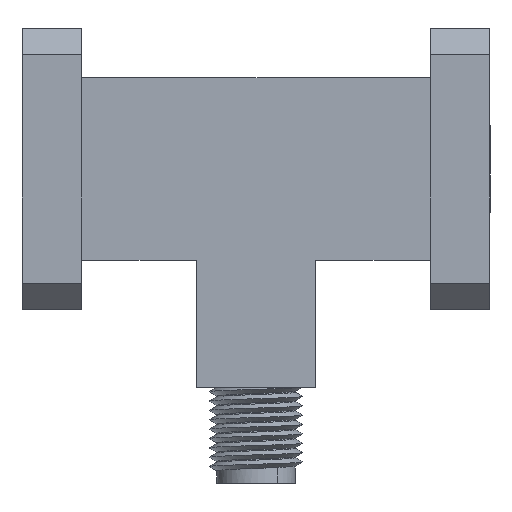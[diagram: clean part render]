
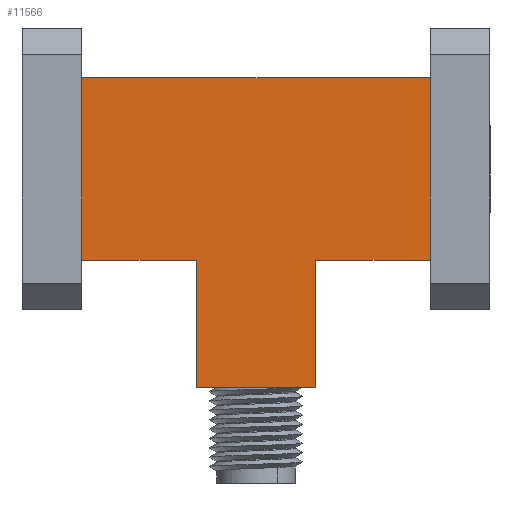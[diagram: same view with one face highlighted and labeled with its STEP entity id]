
A CAD part, front view. The second image highlights one B-rep face of the part: STEP entity #11566.
In plain terms, the highlighted planar face has unit normal (0, -1, 0).
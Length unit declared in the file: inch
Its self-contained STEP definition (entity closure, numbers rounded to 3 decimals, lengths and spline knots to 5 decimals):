
#16 = EDGE_CURVE ( 'NONE', #5101, #474, #3112, .T. ) ;
#180 = EDGE_CURVE ( 'NONE', #6880, #5101, #3491, .T. ) ;
#343 = CARTESIAN_POINT ( 'NONE',  ( -0.47936, 0.04737, -0.12253 ) ) ;
#375 = CARTESIAN_POINT ( 'NONE',  ( -0.47936, 0.04737, 0.49651 ) ) ;
#396 = CARTESIAN_POINT ( 'NONE',  ( -0.47936, 0.04737, 0.49651 ) ) ;
#419 = CARTESIAN_POINT ( 'NONE',  ( -0.47936, 0.04737, 0.36547 ) ) ;
#474 = VERTEX_POINT ( 'NONE', #1963 ) ;
#850 = EDGE_LOOP ( 'NONE', ( #7382, #7048, #5855, #10012, #4155, #8694, #12353, #3549 ) ) ;
#1076 = VECTOR ( 'NONE', #9379, 39.37008 ) ;
#1220 = LINE ( 'NONE', #3611, #1076 ) ;
#1358 = CARTESIAN_POINT ( 'NONE',  ( 0.45064, 0.04737, 0.49651 ) ) ;
#1661 = DIRECTION ( 'NONE',  ( -1., 0., 0. ) ) ;
#1963 = CARTESIAN_POINT ( 'NONE',  ( -0.17436, 0.04737, -0.12253 ) ) ;
#3065 = CARTESIAN_POINT ( 'NONE',  ( -0.47936, 0.04737, 0.36547 ) ) ;
#3112 = LINE ( 'NONE', #9591, #11098 ) ;
#3163 = CARTESIAN_POINT ( 'NONE',  ( -0.17436, 0.04737, -0.20853 ) ) ;
#3446 = EDGE_CURVE ( 'NONE', #4251, #8852, #4377, .T. ) ;
#3491 = LINE ( 'NONE', #396, #11291 ) ;
#3549 = ORIENTED_EDGE ( 'NONE', *, *, #11033, .F. ) ;
#3611 = CARTESIAN_POINT ( 'NONE',  ( 0.14564, 0.04737, -0.20853 ) ) ;
#3685 = CARTESIAN_POINT ( 'NONE',  ( -0.17436, 0.04737, -0.46353 ) ) ;
#3872 = EDGE_CURVE ( 'NONE', #8852, #474, #12236, .T. ) ;
#4102 = CARTESIAN_POINT ( 'NONE',  ( 0.14564, 0.04737, -0.46353 ) ) ;
#4144 = VERTEX_POINT ( 'NONE', #7456 ) ;
#4155 = ORIENTED_EDGE ( 'NONE', *, *, #3446, .F. ) ;
#4251 = VERTEX_POINT ( 'NONE', #4102 ) ;
#4348 = DIRECTION ( 'NONE',  ( 0., 0., -1. ) ) ;
#4377 = LINE ( 'NONE', #10206, #10104 ) ;
#4920 = LINE ( 'NONE', #1358, #12272 ) ;
#5085 = DIRECTION ( 'NONE',  ( -1., 0., 0. ) ) ;
#5101 = VERTEX_POINT ( 'NONE', #9318 ) ;
#5427 = DIRECTION ( 'NONE',  ( 0., 1., 0. ) ) ;
#5568 = AXIS2_PLACEMENT_3D ( 'NONE', #375, #5427, #1661 ) ;
#5855 = ORIENTED_EDGE ( 'NONE', *, *, #16, .T. ) ;
#6095 = VECTOR ( 'NONE', #5085, 39.37008 ) ;
#6159 = EDGE_CURVE ( 'NONE', #10593, #6880, #7320, .T. ) ;
#6176 = PLANE ( 'NONE',  #5568 ) ;
#6502 = EDGE_CURVE ( 'NONE', #4251, #11842, #1220, .T. ) ;
#6805 = CARTESIAN_POINT ( 'NONE',  ( 0.14564, 0.04737, -0.12253 ) ) ;
#6880 = VERTEX_POINT ( 'NONE', #419 ) ;
#7006 = DIRECTION ( 'NONE',  ( 0., 0., 1. ) ) ;
#7048 = ORIENTED_EDGE ( 'NONE', *, *, #180, .T. ) ;
#7320 = LINE ( 'NONE', #3065, #6095 ) ;
#7382 = ORIENTED_EDGE ( 'NONE', *, *, #6159, .T. ) ;
#7456 = CARTESIAN_POINT ( 'NONE',  ( 0.45064, 0.04737, -0.12253 ) ) ;
#7528 = LINE ( 'NONE', #343, #8137 ) ;
#8137 = VECTOR ( 'NONE', #11264, 39.37008 ) ;
#8470 = DIRECTION ( 'NONE',  ( -1., 0., 0. ) ) ;
#8694 = ORIENTED_EDGE ( 'NONE', *, *, #6502, .T. ) ;
#8852 = VERTEX_POINT ( 'NONE', #3685 ) ;
#9082 = DIRECTION ( 'NONE',  ( 0., 0., -1. ) ) ;
#9318 = CARTESIAN_POINT ( 'NONE',  ( -0.47936, 0.04737, -0.12253 ) ) ;
#9379 = DIRECTION ( 'NONE',  ( 0., 0., 1. ) ) ;
#9591 = CARTESIAN_POINT ( 'NONE',  ( -0.47936, 0.04737, -0.12253 ) ) ;
#10012 = ORIENTED_EDGE ( 'NONE', *, *, #3872, .F. ) ;
#10104 = VECTOR ( 'NONE', #8470, 39.37008 ) ;
#10142 = VECTOR ( 'NONE', #7006, 39.37008 ) ;
#10206 = CARTESIAN_POINT ( 'NONE',  ( -0.17436, 0.04737, -0.46353 ) ) ;
#10218 = CARTESIAN_POINT ( 'NONE',  ( 0.45064, 0.04737, 0.36547 ) ) ;
#10593 = VERTEX_POINT ( 'NONE', #10218 ) ;
#11009 = EDGE_CURVE ( 'NONE', #11842, #4144, #7528, .T. ) ;
#11033 = EDGE_CURVE ( 'NONE', #10593, #4144, #4920, .T. ) ;
#11098 = VECTOR ( 'NONE', #11390, 39.37008 ) ;
#11264 = DIRECTION ( 'NONE',  ( 1., 0., 0. ) ) ;
#11291 = VECTOR ( 'NONE', #4348, 39.37008 ) ;
#11390 = DIRECTION ( 'NONE',  ( 1., 0., 0. ) ) ;
#11566 = ADVANCED_FACE ( 'NONE', ( #11829 ), #6176, .F. ) ;
#11829 = FACE_OUTER_BOUND ( 'NONE', #850, .T. ) ;
#11842 = VERTEX_POINT ( 'NONE', #6805 ) ;
#12236 = LINE ( 'NONE', #3163, #10142 ) ;
#12272 = VECTOR ( 'NONE', #9082, 39.37008 ) ;
#12353 = ORIENTED_EDGE ( 'NONE', *, *, #11009, .T. ) ;
